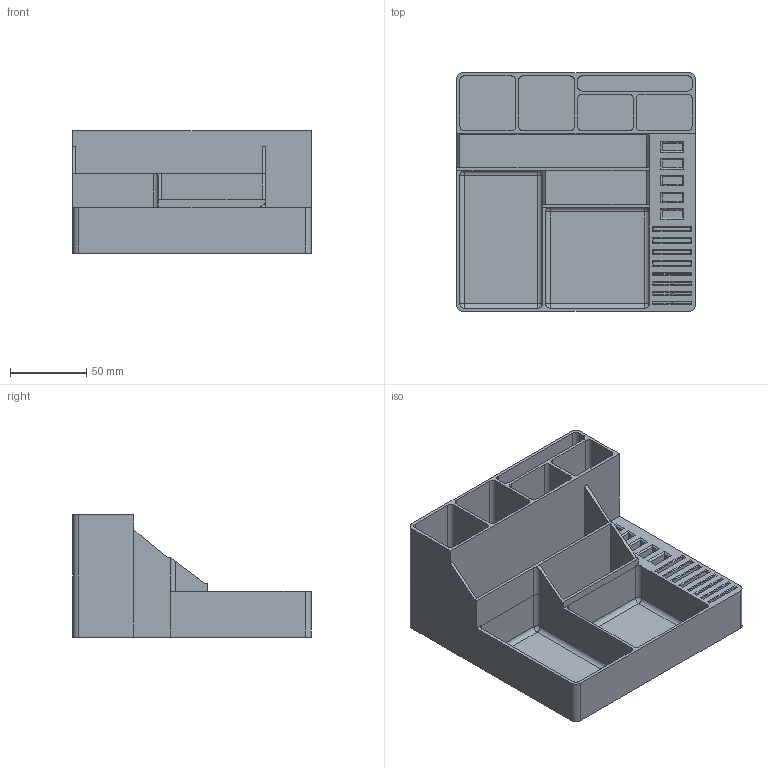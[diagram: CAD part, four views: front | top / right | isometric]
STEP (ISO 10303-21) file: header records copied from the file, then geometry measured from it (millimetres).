
FILE_DESCRIPTION(('FreeCAD Model'),'2;1');
FILE_NAME('Open CASCADE Shape Model','2022-06-03T19:20:56',(''),(''), 'Open CASCADE STEP processor 7.6','FreeCAD','Unknown');
FILE_SCHEMA(('AUTOMOTIVE_DESIGN { 1 0 10303 214 1 1 1 1 }'));
Length unit declared in the file: millimetre
Products named in the file (1): Desk_Organizer
Bounding box: 156 x 156 x 80 mm (x, y, z)
Volume: 271283.2 mm3; surface area: 182658.4 mm2
Topology: 1 solids, 1 shells, 272 faces, 644 edges, 388 vertices
Faces by surface type: plane 222, cylinder 41, sphere 8, bspline 1
Entity records: 16793 total; most frequent: CARTESIAN_POINT 3619, DIRECTION 2501, LINE 1760, VECTOR 1760, ORIENTED_EDGE 1272, PCURVE 1272, DEFINITIONAL_REPRESENTATION 1272, EDGE_CURVE 636
